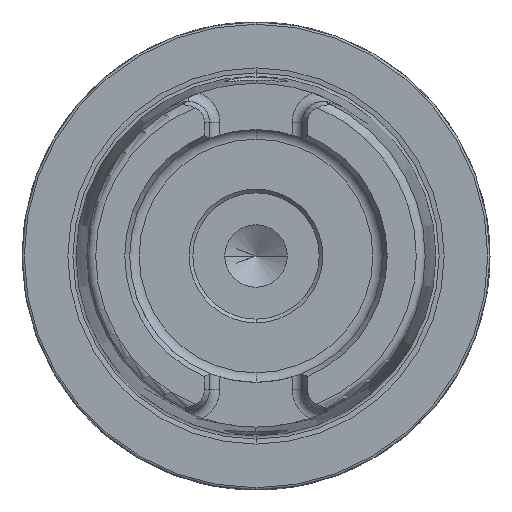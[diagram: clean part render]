
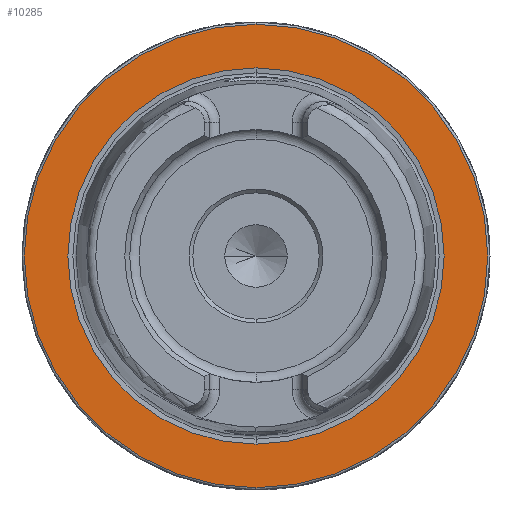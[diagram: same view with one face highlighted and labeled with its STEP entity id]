
A CAD part, left-side view. The second image highlights one B-rep face of the part: STEP entity #10285.
In plain terms, the highlighted planar face has unit normal (-1, 0, 0).
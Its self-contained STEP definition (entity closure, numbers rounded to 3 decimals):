
#534 = DIRECTION ( 'NONE',  ( -1., 0., 0. ) ) ;
#580 = DIRECTION ( 'NONE',  ( 0., 0., 1. ) ) ;
#715 = CIRCLE ( 'NONE', #6379, 31.2 ) ;
#1541 = CARTESIAN_POINT ( 'NONE',  ( 0., 0., -31.2 ) ) ;
#1938 = AXIS2_PLACEMENT_3D ( 'NONE', #9443, #11172, #2590 ) ;
#2004 = CIRCLE ( 'NONE', #7818, 25.324 ) ;
#2590 = DIRECTION ( 'NONE',  ( 0., 0., 1. ) ) ;
#2634 = FACE_OUTER_BOUND ( 'NONE', #12021, .T. ) ;
#2707 = CARTESIAN_POINT ( 'NONE',  ( 0., 31.2, 0. ) ) ;
#2775 = VERTEX_POINT ( 'NONE', #8470 ) ;
#2835 = ORIENTED_EDGE ( 'NONE', *, *, #11256, .F. ) ;
#3358 = DIRECTION ( 'NONE',  ( -1., 0., 0. ) ) ;
#4449 = ORIENTED_EDGE ( 'NONE', *, *, #5099, .T. ) ;
#4641 = VERTEX_POINT ( 'NONE', #9395 ) ;
#5010 = DIRECTION ( 'NONE',  ( 0., 0., 1. ) ) ;
#5099 = EDGE_CURVE ( 'NONE', #5557, #7085, #5418, .T. ) ;
#5418 = CIRCLE ( 'NONE', #1938, 31.2 ) ;
#5514 = EDGE_CURVE ( 'NONE', #7085, #5557, #715, .T. ) ;
#5557 = VERTEX_POINT ( 'NONE', #1541 ) ;
#6379 = AXIS2_PLACEMENT_3D ( 'NONE', #8179, #534, #580 ) ;
#6689 = AXIS2_PLACEMENT_3D ( 'NONE', #8915, #7002, #10715 ) ;
#6779 = CARTESIAN_POINT ( 'NONE',  ( 0., 0., 31.2 ) ) ;
#6876 = CIRCLE ( 'NONE', #6689, 25.324 ) ;
#7002 = DIRECTION ( 'NONE',  ( -1., 0., 0. ) ) ;
#7085 = VERTEX_POINT ( 'NONE', #6779 ) ;
#7248 = CARTESIAN_POINT ( 'NONE',  ( 0., 0., 0. ) ) ;
#7545 = DIRECTION ( 'NONE',  ( 1., 0., 0. ) ) ;
#7818 = AXIS2_PLACEMENT_3D ( 'NONE', #7248, #3358, #5010 ) ;
#8179 = CARTESIAN_POINT ( 'NONE',  ( 0., 0., 0. ) ) ;
#8470 = CARTESIAN_POINT ( 'NONE',  ( 0., 0., -25.324 ) ) ;
#8475 = PLANE ( 'NONE',  #12033 ) ;
#8915 = CARTESIAN_POINT ( 'NONE',  ( 0., 0., 0. ) ) ;
#9395 = CARTESIAN_POINT ( 'NONE',  ( 0., 0., 25.324 ) ) ;
#9443 = CARTESIAN_POINT ( 'NONE',  ( 0., 0., 0. ) ) ;
#10285 = ADVANCED_FACE ( 'NONE', ( #11665, #2634 ), #8475, .F. ) ;
#10446 = ORIENTED_EDGE ( 'NONE', *, *, #11817, .F. ) ;
#10452 = DIRECTION ( 'NONE',  ( 0., 0., -1. ) ) ;
#10715 = DIRECTION ( 'NONE',  ( 0., 0., 1. ) ) ;
#11172 = DIRECTION ( 'NONE',  ( -1., 0., 0. ) ) ;
#11256 = EDGE_CURVE ( 'NONE', #4641, #2775, #2004, .T. ) ;
#11650 = ORIENTED_EDGE ( 'NONE', *, *, #5514, .T. ) ;
#11665 = FACE_BOUND ( 'NONE', #12162, .T. ) ;
#11817 = EDGE_CURVE ( 'NONE', #2775, #4641, #6876, .T. ) ;
#12021 = EDGE_LOOP ( 'NONE', ( #11650, #4449 ) ) ;
#12033 = AXIS2_PLACEMENT_3D ( 'NONE', #2707, #7545, #10452 ) ;
#12162 = EDGE_LOOP ( 'NONE', ( #2835, #10446 ) ) ;
